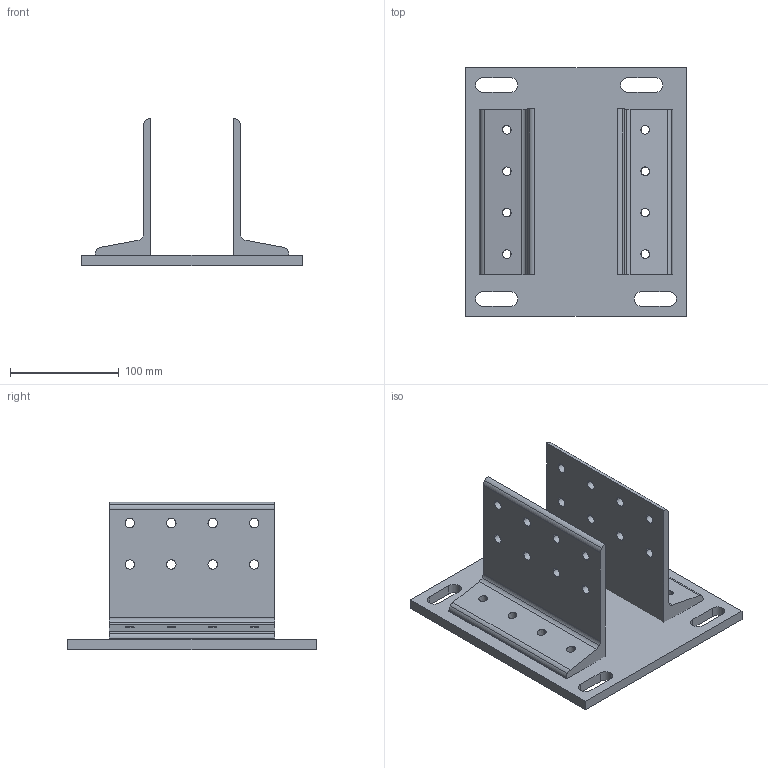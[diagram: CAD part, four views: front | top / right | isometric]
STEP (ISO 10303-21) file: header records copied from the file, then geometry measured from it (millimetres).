
FILE_DESCRIPTION((''),'2;1');
FILE_NAME('15FF5838.stp','2006-03-13T15:37:56',('Shawn Mantel'),('Faztek, LLC'),'Mechanical Desktop 2005','Mechanical Desktop 2005',', , ');
FILE_SCHEMA(('CONFIG_CONTROL_DESIGN'));
Length unit declared in the file: inch
Products named in the file (1): Product
Bounding box: 203.2 x 228.6 x 135.51 mm (x, y, z)
Volume: 795225.1 mm3; surface area: 213041.7 mm2
Topology: 3 solids, 3 shells, 216 faces, 574 edges, 372 vertices
Faces by surface type: bspline 82, cone 64, cylinder 48, plane 22
Entity records: 7867 total; most frequent: CARTESIAN_POINT 2249, DIRECTION 1172, ORIENTED_EDGE 1148, EDGE_CURVE 574, AXIS2_PLACEMENT_3D 463, VERTEX_POINT 372, CIRCLE 296, EDGE_LOOP 296
